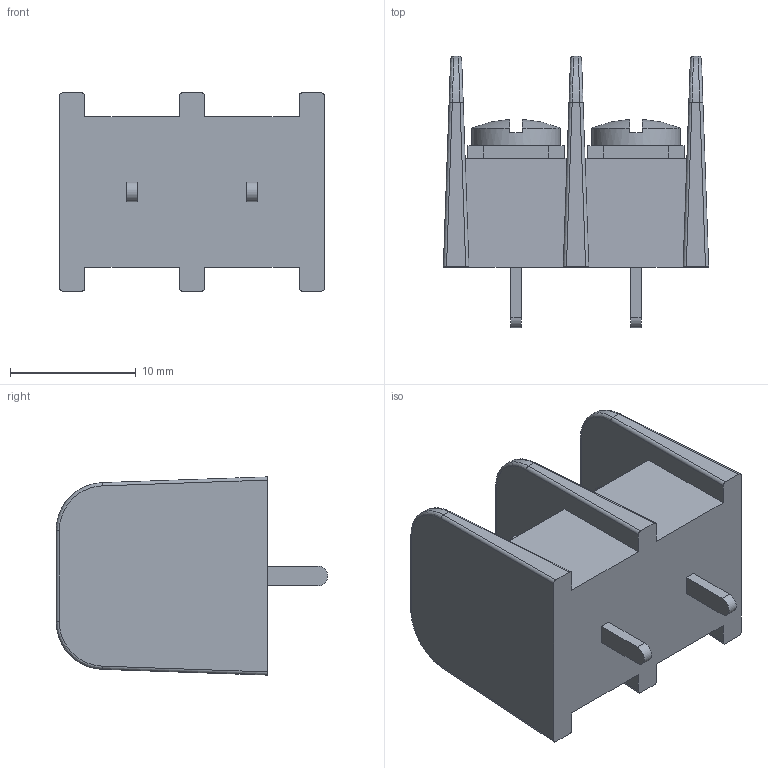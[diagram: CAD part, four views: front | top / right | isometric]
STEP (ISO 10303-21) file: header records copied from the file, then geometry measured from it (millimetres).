
FILE_DESCRIPTION((''),'2;1');
FILE_NAME('387207502','2015-03-18T',('me'),(''),'PRO/ENGINEER BY PARAMETRIC TECHNOLOGY CORPORATION, 2011490','PRO/ENGINEER BY PARAMETRIC TECHNOLOGY CORPORATION, 2011490','');
FILE_SCHEMA(('CONFIG_CONTROL_DESIGN'));
Length unit declared in the file: inch
Products named in the file (1): 387207502
Bounding box: 21.08 x 21.59 x 15.75 mm (x, y, z)
Volume: 2932.2 mm3; surface area: 2163.3 mm2
Topology: 1 solids, 1 shells, 108 faces, 282 edges, 184 vertices
Faces by surface type: plane 62, cylinder 30, bspline 12, sphere 4
Entity records: 4281 total; most frequent: CARTESIAN_POINT 1663, ORIENTED_EDGE 552, DIRECTION 492, EDGE_CURVE 276, VECTOR 194, LINE 194, VERTEX_POINT 176, AXIS2_PLACEMENT_3D 149
